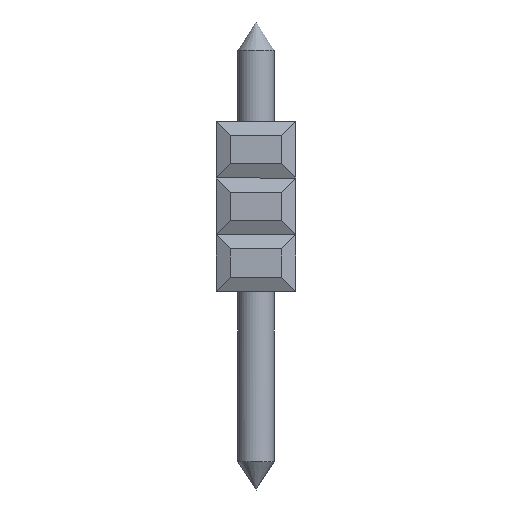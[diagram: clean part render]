
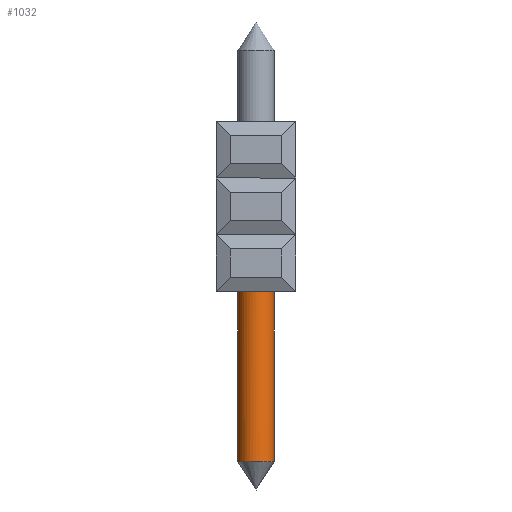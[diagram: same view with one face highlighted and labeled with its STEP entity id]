
A CAD part, left-side view. The second image highlights one B-rep face of the part: STEP entity #1032.
In plain terms, the highlighted cylindrical face has radius 0.65 mm (diameter 1.3 mm), a full revolution.
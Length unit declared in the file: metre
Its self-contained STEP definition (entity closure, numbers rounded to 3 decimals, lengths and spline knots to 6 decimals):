
#1032=ADVANCED_FACE('',(#2318,#2319),#2320,.T.);
#2318=FACE_OUTER_BOUND('',#3789,.T.);
#2319=FACE_OUTER_BOUND('',#3790,.T.);
#2320=CYLINDRICAL_SURFACE('',#3791,0.00065);
#3789=EDGE_LOOP('',(#6907));
#3790=EDGE_LOOP('',(#6908));
#3791=AXIS2_PLACEMENT_3D('',#6909,#6910,#6911);
#6907=ORIENTED_EDGE('',*,*,#9333,.F.);
#6908=ORIENTED_EDGE('',*,*,#9336,.F.);
#6909=CARTESIAN_POINT('',(0.07065,-0.03326,-0.0015));
#6910=DIRECTION('',(0.0,0.,-1.0));
#6911=DIRECTION('',(-1.0,0.0,0.0));
#9333=EDGE_CURVE('',#11392,#11392,#11393,.T.);
#9336=EDGE_CURVE('',#11395,#11395,#11396,.T.);
#11392=VERTEX_POINT('',#14304);
#11393=CIRCLE('',#14305,0.00065);
#11395=VERTEX_POINT('',#14307);
#11396=CIRCLE('',#14308,0.00065);
#14304=CARTESIAN_POINT('',(0.07104,-0.03274,-0.012));
#14305=AXIS2_PLACEMENT_3D('',#15843,#15844,#15845);
#14307=CARTESIAN_POINT('',(0.07065,-0.03391,-0.0058));
#14308=AXIS2_PLACEMENT_3D('',#15846,#15847,#15848);
#15843=CARTESIAN_POINT('',(0.07065,-0.03326,-0.012));
#15844=DIRECTION('',(0.,0.,-1.0));
#15845=DIRECTION('',(0.6,0.8,0.));
#15846=CARTESIAN_POINT('',(0.07065,-0.03326,-0.0058));
#15847=DIRECTION('',(0.0,0.,1.0));
#15848=DIRECTION('',(0.0,-1.0,0.));
